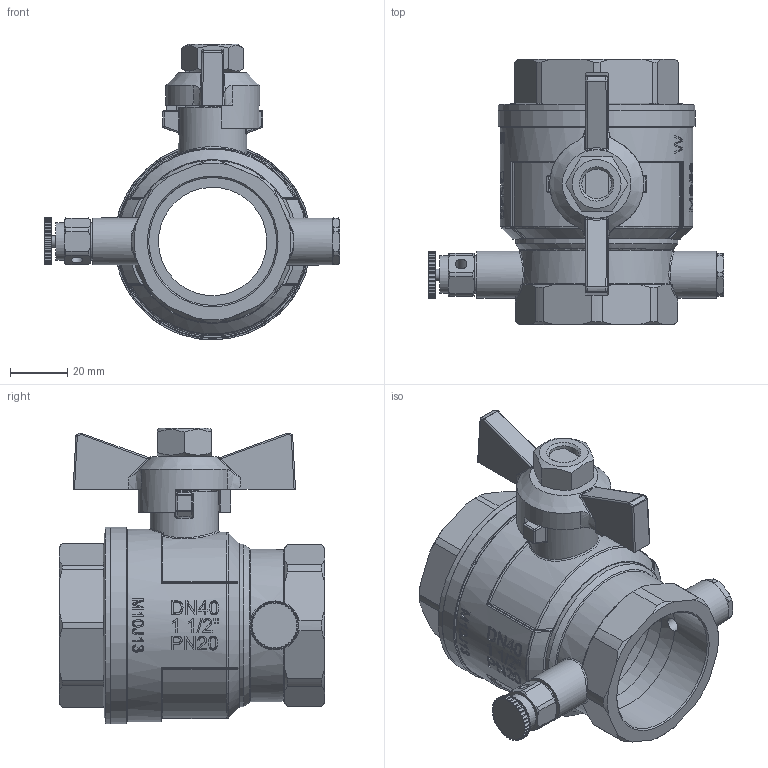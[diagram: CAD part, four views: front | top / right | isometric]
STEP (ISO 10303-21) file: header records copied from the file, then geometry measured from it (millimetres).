
FILE_DESCRIPTION(/* description */ ('Unknown'),/* implementation_level */ '2;1');
FILE_NAME(/* name */ '7046-08',/* time_stamp */ '2021-04-08T12:35:59+02:00',/* author */ ('Unknown'),/* organization */ ('Unknown'),/* preprocessor_version */ 'ST-DEVELOPER v16.7',/* originating_system */ 'Solid Edge',/* authorisation */ 'Unknown');
FILE_SCHEMA (('AUTOMOTIVE_DESIGN {1 0 10303 214 3 1 1}'));
Length unit declared in the file: millimetre
Products named in the file (11): 7046-08; 704-08_Körper zus.; 2.140.040_Spindel; 2.140.040_Stopfbuchse; Blindstopfen 1_4 ; 2.147.040_Einschraubteil; 704-08_Körper; 704-08_Entlüftungs-Stopfen 1_4 ; Flügelgriff 1_1_4 - 1 1_2; WUERTH 032212 15 hexagonal nut DIN 934  M12x1_5 A2 BLK_EDST
Assembly tree (10 placements, depth 4):
  7046-08
    704-08_Körper zus.
      2.140.040_Spindel
        2.140.040_Stopfbuchse
        2.140.040_Spindel
      Blindstopfen 1_4 
      2.147.040_Einschraubteil
      704-08_Körper
      704-08_Entlüftungs-Stopfen 1_4 
    Flügelgriff 1_1_4 - 1 1_2
    WUERTH 032212 15 hexagonal nut DIN 934  M12x1_5 A2 BLK_EDST
Bounding box: 103.5 x 93 x 103.7 mm (x, y, z)
Volume: 110566.6 mm3; surface area: 64263.7 mm2
Topology: 8 solids, 8 shells, 814 faces, 2067 edges, 1329 vertices
Faces by surface type: plane 287, cylinder 246, bspline 168, cone 76, sphere 20, torus 17
Full cylindrical faces by diameter (mm): 4 x2, 5 x2, 9 x2, 10 x1, 10.376 x1, 11.445 x2, 13.157 x3, 14 x4, 14.1 x1, 14.5 x1, 15 x1, 16 x1, 16.5 x2, 18 x1, 18.376 x2, 20 x1, 24 x1, 26 x1, 38 x1, 44.845 x4, 50 x2, 57 x1, 60.376 x2, 62 x1, 65.5 x1, 67.5 x1, 69 x2
Entity records: 38980 total; most frequent: CARTESIAN_POINT 16884, ORIENTED_EDGE 3890, DIRECTION 2806, EDGE_CURVE 1945, VERTEX_POINT 1292, AXIS2_PLACEMENT_3D 1227, B_SPLINE_CURVE_WITH_KNOTS 1021, EDGE_LOOP 973
